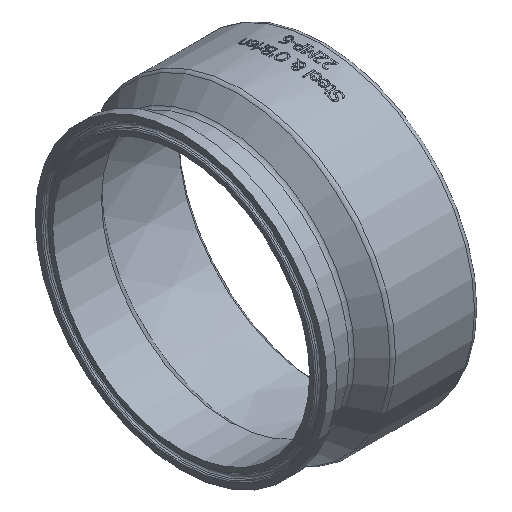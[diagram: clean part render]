
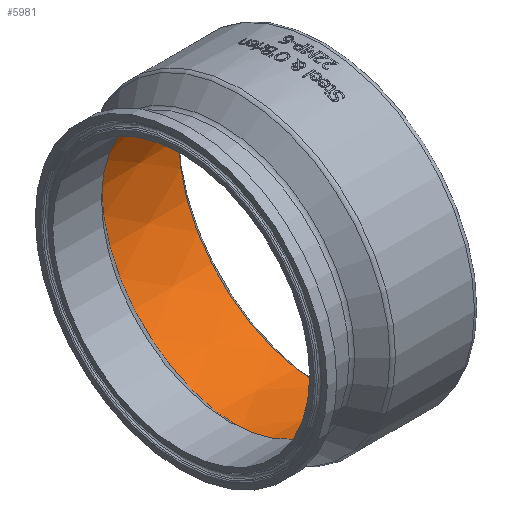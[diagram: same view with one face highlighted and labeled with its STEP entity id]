
A CAD part, isometric view. The second image highlights one B-rep face of the part: STEP entity #5981.
In plain terms, the highlighted conical face has half-angle 1.783 degrees and reference radius 80.605 mm.
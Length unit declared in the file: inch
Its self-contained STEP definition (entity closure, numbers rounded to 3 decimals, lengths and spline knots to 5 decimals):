
#21=CONICAL_SURFACE('',#6295,3.17342,1.783);
#82=FACE_BOUND('',#1415,.T.);
#1044=FACE_OUTER_BOUND('',#1414,.T.);
#1414=EDGE_LOOP('',(#5565));
#1415=EDGE_LOOP('',(#5566));
#1570=CIRCLE('',#6292,3.19964);
#1572=CIRCLE('',#6296,3.14384);
#2943=VERTEX_POINT('',#13267);
#2945=VERTEX_POINT('',#13273);
#3825=EDGE_CURVE('',#2943,#2943,#1570,.T.);
#3827=EDGE_CURVE('',#2945,#2945,#1572,.T.);
#5565=ORIENTED_EDGE('',*,*,#3827,.F.);
#5566=ORIENTED_EDGE('',*,*,#3825,.F.);
#5981=ADVANCED_FACE('',(#1044,#82),#21,.F.);
#6292=AXIS2_PLACEMENT_3D('',#13268,#7299,#7300);
#6295=AXIS2_PLACEMENT_3D('',#13272,#7305,#7306);
#6296=AXIS2_PLACEMENT_3D('',#13274,#7307,#7308);
#7299=DIRECTION('center_axis',(-1.,0.,0.));
#7300=DIRECTION('ref_axis',(0.,-1.,0.));
#7305=DIRECTION('center_axis',(1.,0.,0.));
#7306=DIRECTION('ref_axis',(0.,1.,0.));
#7307=DIRECTION('center_axis',(1.,0.,0.));
#7308=DIRECTION('ref_axis',(0.,1.,0.));
#13267=CARTESIAN_POINT('',(3.14205,3.19964,0.));
#13268=CARTESIAN_POINT('Origin',(3.14205,0.,
0.));
#13272=CARTESIAN_POINT('Origin',(2.3,0.,0.));
#13273=CARTESIAN_POINT('',(1.35,3.14384,0.));
#13274=CARTESIAN_POINT('Origin',(1.35,0.,0.));
